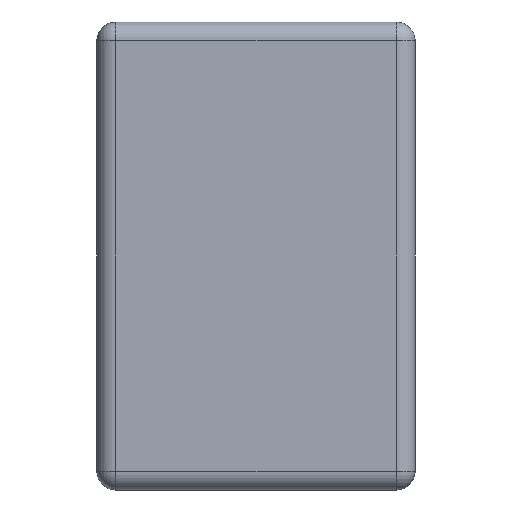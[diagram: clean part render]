
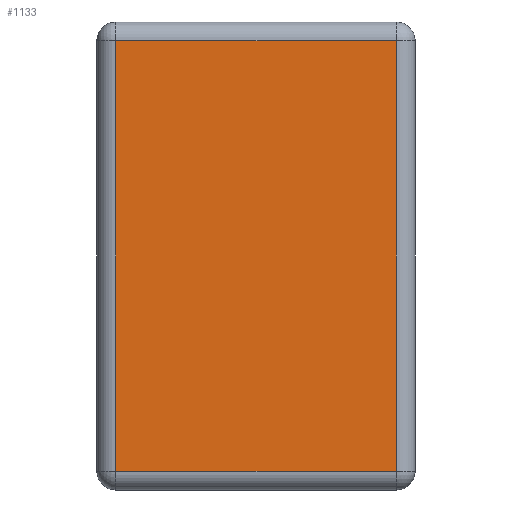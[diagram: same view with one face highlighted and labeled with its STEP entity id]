
A CAD part, left-side view. The second image highlights one B-rep face of the part: STEP entity #1133.
In plain terms, the highlighted planar face has unit normal (-1, 0, 0).
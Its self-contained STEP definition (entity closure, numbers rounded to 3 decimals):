
#54 = DIRECTION ( 'NONE',  ( 1., 0., 0. ) ) ;
#330 = DIRECTION ( 'NONE',  ( 0., 0., -1. ) ) ;
#348 = CARTESIAN_POINT ( 'NONE',  ( -1., 0.05, 0.575 ) ) ;
#349 = CARTESIAN_POINT ( 'NONE',  ( -1., 2.246, -0.575 ) ) ;
#396 = LINE ( 'NONE', #1585, #2080 ) ;
#412 = CARTESIAN_POINT ( 'NONE',  ( -1., 2.246, 0.575 ) ) ;
#577 = VERTEX_POINT ( 'NONE', #2877 ) ;
#808 = VECTOR ( 'NONE', #2773, 1000. ) ;
#832 = FACE_OUTER_BOUND ( 'NONE', #2852, .T. ) ;
#847 = LINE ( 'NONE', #412, #2966 ) ;
#1133 = ADVANCED_FACE ( 'NONE', ( #832 ), #1485, .F. ) ;
#1152 = ORIENTED_EDGE ( 'NONE', *, *, #1284, .T. ) ;
#1200 = VERTEX_POINT ( 'NONE', #1271 ) ;
#1232 = ORIENTED_EDGE ( 'NONE', *, *, #1805, .T. ) ;
#1246 = ORIENTED_EDGE ( 'NONE', *, *, #2160, .T. ) ;
#1271 = CARTESIAN_POINT ( 'NONE',  ( -1., 0.05, -0.575 ) ) ;
#1284 = EDGE_CURVE ( 'NONE', #1367, #577, #847, .T. ) ;
#1363 = AXIS2_PLACEMENT_3D ( 'NONE', #2410, #54, #330 ) ;
#1367 = VERTEX_POINT ( 'NONE', #348 ) ;
#1485 = PLANE ( 'NONE',  #1363 ) ;
#1585 = CARTESIAN_POINT ( 'NONE',  ( -1., 0.8, -0.625 ) ) ;
#1629 = CARTESIAN_POINT ( 'NONE',  ( -1., 0.05, -0.625 ) ) ;
#1734 = DIRECTION ( 'NONE',  ( 0., 1., 0. ) ) ;
#1805 = EDGE_CURVE ( 'NONE', #1200, #1367, #2078, .T. ) ;
#2078 = LINE ( 'NONE', #1629, #2170 ) ;
#2080 = VECTOR ( 'NONE', #3020, 1000. ) ;
#2130 = LINE ( 'NONE', #349, #808 ) ;
#2160 = EDGE_CURVE ( 'NONE', #577, #2874, #396, .T. ) ;
#2170 = VECTOR ( 'NONE', #2382, 1000. ) ;
#2382 = DIRECTION ( 'NONE',  ( 0., 0., 1. ) ) ;
#2410 = CARTESIAN_POINT ( 'NONE',  ( -1., 2.246, -0.625 ) ) ;
#2689 = ORIENTED_EDGE ( 'NONE', *, *, #2843, .T. ) ;
#2773 = DIRECTION ( 'NONE',  ( 0., -1., 0. ) ) ;
#2843 = EDGE_CURVE ( 'NONE', #2874, #1200, #2130, .T. ) ;
#2852 = EDGE_LOOP ( 'NONE', ( #2689, #1232, #1152, #1246 ) ) ;
#2874 = VERTEX_POINT ( 'NONE', #3011 ) ;
#2877 = CARTESIAN_POINT ( 'NONE',  ( -1., 0.8, 0.575 ) ) ;
#2966 = VECTOR ( 'NONE', #1734, 1000. ) ;
#3011 = CARTESIAN_POINT ( 'NONE',  ( -1., 0.8, -0.575 ) ) ;
#3020 = DIRECTION ( 'NONE',  ( 0., 0., -1. ) ) ;
